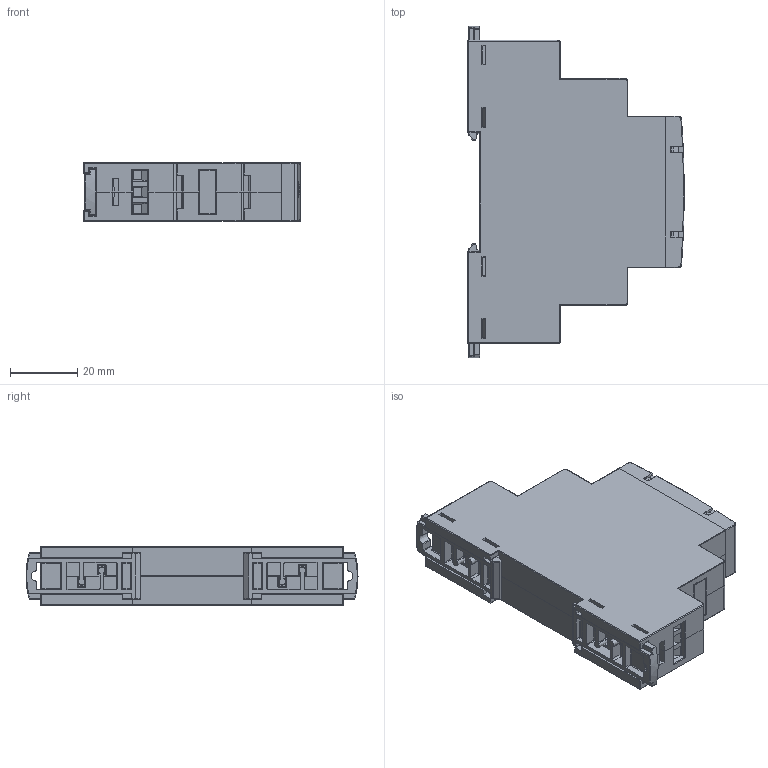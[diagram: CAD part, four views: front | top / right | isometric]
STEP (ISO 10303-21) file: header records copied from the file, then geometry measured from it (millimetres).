
FILE_DESCRIPTION (( 'STEP AP214' ), '1' );
FILE_NAME ('RPN-1A1-A230.STEP', '2020-04-30T12:39:53', ( 'konserwatorlok1' ), ( 'Microsoft' ), 'SwSTEP 2.0', 'SolidWorks 2020', '' );
FILE_SCHEMA (( 'AUTOMOTIVE_DESIGN' ));
Length unit declared in the file: millimetre
Products named in the file (8): OU17-1900 Pokr皻這 -uproszczone; Obudowa uproszczona_Pod czas¢wk©; RPN-1A1-A230; T4NW-2000 Zaczep na szynê DIN; MOD-0710-(...) Panel (...)- uproszczony_B; MSG03001_Wkr﹖ Krzyzowy; MSG03001_Wkr©t krzy¾owy bez ˜rodkowego; MOD-0101-175 Zaœlepka (17,5 mm)
Assembly tree (13 placements, depth 2):
  RPN-1A1-A230
    Obudowa uproszczona_Pod czas¢wk©  x2
    MOD-0101-175 Zaœlepka (17,5 mm)
    MSG03001_Wkr﹖ Krzyzowy
    T4NW-2000 Zaczep na szynê DIN  x2
    MSG03001_Wkr©t krzy¾owy bez ˜rodkowego  x2
    MOD-0710-(...) Panel (...)- uproszczony_B
    OU17-1900 Pokr皻這 -uproszczone  x4
Bounding box: 64.24 x 98.6 x 17.5 mm (x, y, z)
Volume: 24372.2 mm3; surface area: 38756.1 mm2
Topology: 13 solids, 15 shells, 2013 faces, 5321 edges, 3425 vertices
Faces by surface type: plane 1258, cylinder 425, bspline 208, torus 58, sphere 44, cone 20
Full cylindrical faces by diameter (mm): 1 x6, 1.05 x6, 1.3 x3, 1.4 x7, 1.7 x3, 3 x2, 3.85 x9, 4 x11, 5.6 x4, 6 x2
Entity records: 41395 total; most frequent: CARTESIAN_POINT 12744, ORIENTED_EDGE 5730, DIRECTION 4890, EDGE_CURVE 2865, LINE 2038, VECTOR 2038, VERTEX_POINT 1874, AXIS2_PLACEMENT_3D 1426
